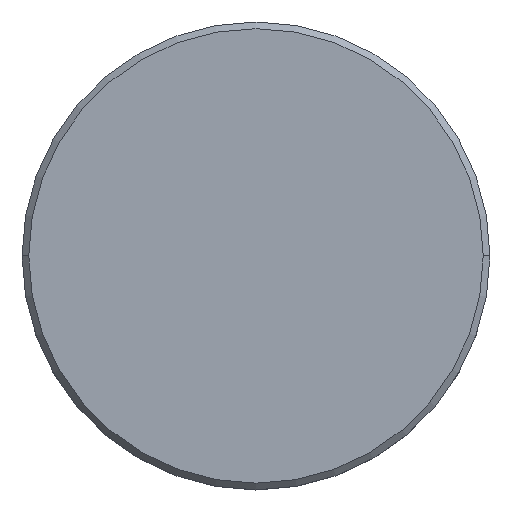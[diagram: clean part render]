
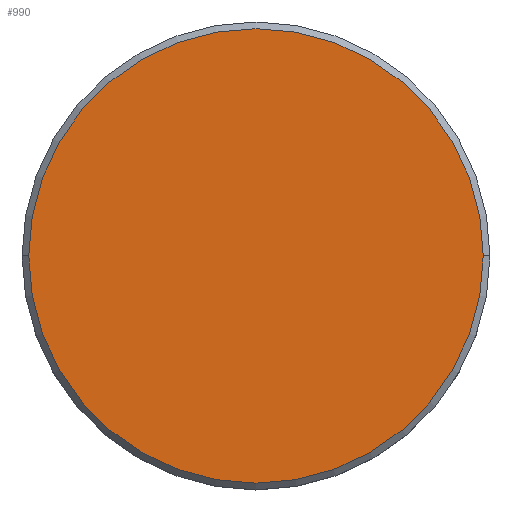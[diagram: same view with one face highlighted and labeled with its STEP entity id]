
A CAD part, top view. The second image highlights one B-rep face of the part: STEP entity #990.
In plain terms, the highlighted planar face has unit normal (0, 0, 1).
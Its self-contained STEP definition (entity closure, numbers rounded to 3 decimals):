
#56 = ORIENTED_EDGE ( 'NONE', *, *, #844, .T. ) ;
#77 = DIRECTION ( 'NONE',  ( 1., 0., 0. ) ) ;
#92 = VERTEX_POINT ( 'NONE', #201 ) ;
#128 = ORIENTED_EDGE ( 'NONE', *, *, #525, .T. ) ;
#166 = CARTESIAN_POINT ( 'NONE',  ( 0., 0., 0. ) ) ;
#175 = VERTEX_POINT ( 'NONE', #264 ) ;
#181 = FACE_OUTER_BOUND ( 'NONE', #644, .T. ) ;
#189 = DIRECTION ( 'NONE',  ( 0., 0., 1. ) ) ;
#201 = CARTESIAN_POINT ( 'NONE',  ( -17., 0., 0. ) ) ;
#264 = CARTESIAN_POINT ( 'NONE',  ( 17., 0., 0. ) ) ;
#292 = CIRCLE ( 'NONE', #584, 17. ) ;
#318 = CARTESIAN_POINT ( 'NONE',  ( 0., 0., 0. ) ) ;
#338 = PLANE ( 'NONE',  #399 ) ;
#354 = DIRECTION ( 'NONE',  ( 0., 0., 1. ) ) ;
#399 = AXIS2_PLACEMENT_3D ( 'NONE', #166, #354, #77 ) ;
#464 = DIRECTION ( 'NONE',  ( 1., 0., 0. ) ) ;
#508 = DIRECTION ( 'NONE',  ( 0., 0., 1. ) ) ;
#525 = EDGE_CURVE ( 'NONE', #92, #175, #581, .T. ) ;
#581 = CIRCLE ( 'NONE', #671, 17. ) ;
#584 = AXIS2_PLACEMENT_3D ( 'NONE', #318, #508, #1072 ) ;
#644 = EDGE_LOOP ( 'NONE', ( #128, #56 ) ) ;
#671 = AXIS2_PLACEMENT_3D ( 'NONE', #1010, #189, #464 ) ;
#844 = EDGE_CURVE ( 'NONE', #175, #92, #292, .T. ) ;
#990 = ADVANCED_FACE ( 'NONE', ( #181 ), #338, .T. ) ;
#1010 = CARTESIAN_POINT ( 'NONE',  ( 0., 0., 0. ) ) ;
#1072 = DIRECTION ( 'NONE',  ( 1., 0., 0. ) ) ;
